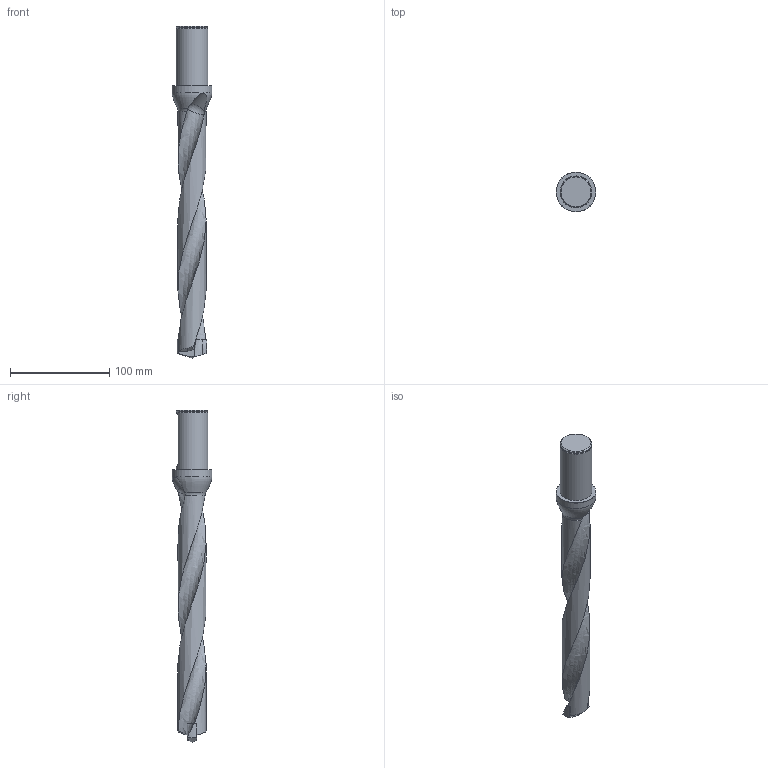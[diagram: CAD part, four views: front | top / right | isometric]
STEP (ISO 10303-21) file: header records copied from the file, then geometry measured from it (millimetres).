
FILE_DESCRIPTION(/* description */ (''),/* implementation_level */ '2;1');
FILE_NAME(/* name */ 'toolassembly_1.stp',/* time_stamp */ '2019-04-12T13:50:43+02:00',/* author */ (''),/* organization */ ('SMS'),/* preprocessor_version */ 'ST-DEVELOPER v15',/* originating_system */ 'SIEMENS PLM Software NX 8.5',/* authorisation */ '');
FILE_SCHEMA (('AUTOMOTIVE_DESIGN { 1 0 10303 214 3 1 1 1 }'));
Length unit declared in the file: millimetre
Products named in the file (4): ASSEMBLY_CONSTRUCTION; CUT_20190412135013; NOCUT_20190412135010; TOOLASSEMBLY_1
Assembly tree (3 placements, depth 2):
  TOOLASSEMBLY_1
    NOCUT_20190412135010
    CUT_20190412135013
    ASSEMBLY_CONSTRUCTION
Bounding box: 40 x 40 x 334 mm (x, y, z)
Volume: 163975.1 mm3; surface area: 35325.9 mm2
Topology: 2 solids, 2 shells, 49 faces, 127 edges, 85 vertices
Faces by surface type: plane 18, cylinder 12, cone 7, bspline 6, torus 3, sphere 2, revolution 1
Full cylindrical faces by diameter (mm): 6.4 x1, 31.992 x2, 40 x1
Entity records: 6593 total; most frequent: CARTESIAN_POINT 5405, ORIENTED_EDGE 216, DIRECTION 201, EDGE_CURVE 108, AXIS2_PLACEMENT_3D 89, VERTEX_POINT 77, EDGE_LOOP 62, B_SPLINE_CURVE_WITH_KNOTS 50
